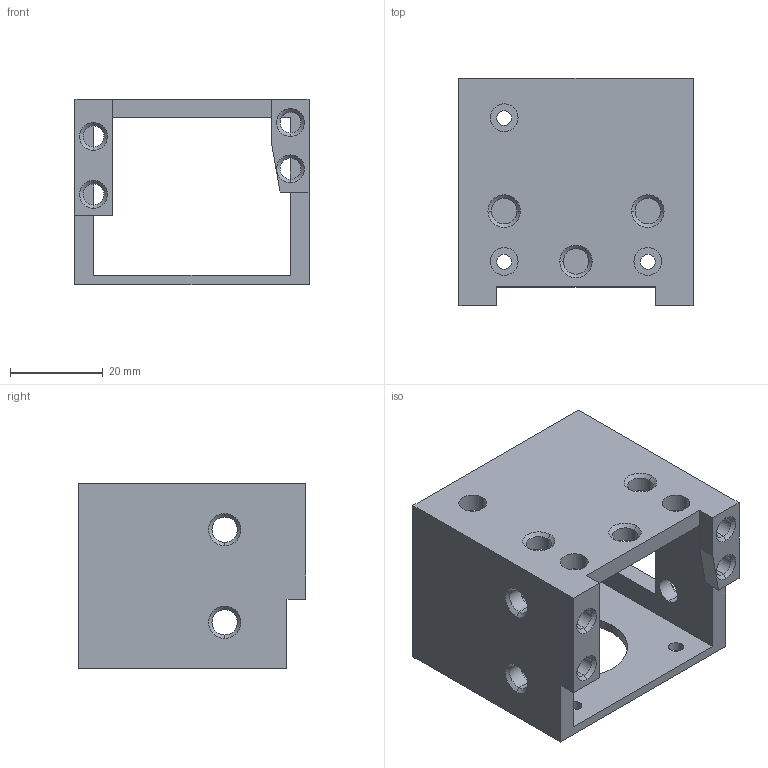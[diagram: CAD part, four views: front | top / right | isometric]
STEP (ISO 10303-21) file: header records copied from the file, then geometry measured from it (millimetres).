
FILE_DESCRIPTION (( 'STEP AP214' ), '1' );
FILE_NAME ('BMG Mount.step', '2019-11-11T12:25:02', ( '' ), ( '' ), 'SwSTEP 2.0', 'SolidWorks 2019', '' );
FILE_SCHEMA (( 'AUTOMOTIVE_DESIGN' ));
Length unit declared in the file: millimetre
Products named in the file (1): BMG Mount
Bounding box: 50.5 x 49 x 40 mm (x, y, z)
Volume: 22227 mm3; surface area: 15359.7 mm2
Topology: 1 solids, 1 shells, 85 faces, 226 edges, 137 vertices
Faces by surface type: cylinder 36, plane 27, cone 22
Entity records: 2737 total; most frequent: DIRECTION 493, ORIENTED_EDGE 452, CARTESIAN_POINT 449, EDGE_CURVE 226, AXIS2_PLACEMENT_3D 181, VERTEX_POINT 137, VECTOR 131, LINE 131
